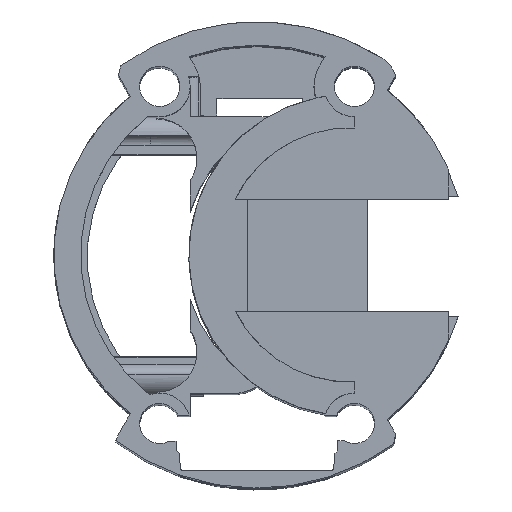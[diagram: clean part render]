
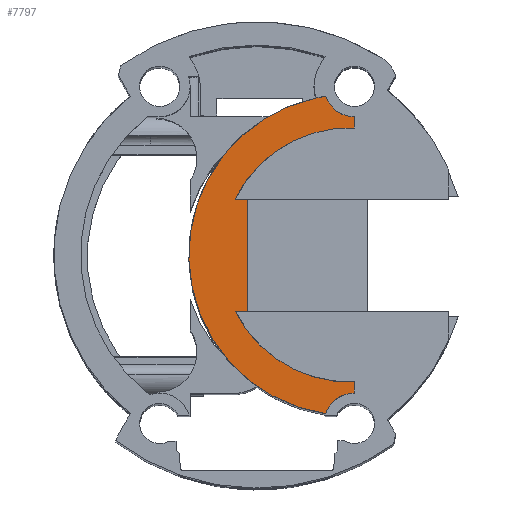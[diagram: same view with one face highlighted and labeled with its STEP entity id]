
A CAD part, top view. The second image highlights one B-rep face of the part: STEP entity #7797.
In plain terms, the highlighted planar face has unit normal (0, 0, 1).
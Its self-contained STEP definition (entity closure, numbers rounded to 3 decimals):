
#583=FACE_OUTER_BOUND('',#1017,.T.);
#1017=EDGE_LOOP('',(#5236,#5237,#5238,#5239,#5240,#5241,#5242,#5243,#5244,
#5245,#5246,#5247,#5248,#5249,#5250));
#1490=CIRCLE('',#8267,12.);
#1505=CIRCLE('',#8285,2.275);
#1506=CIRCLE('',#8286,12.);
#1507=CIRCLE('',#8287,2.275);
#1508=CIRCLE('',#8288,9.5);
#1509=CIRCLE('',#8289,9.5);
#1905=LINE('',#11541,#2517);
#1906=LINE('',#11545,#2518);
#1907=LINE('',#11547,#2519);
#1908=LINE('',#11549,#2520);
#1909=LINE('',#11551,#2521);
#1910=LINE('',#11553,#2522);
#1911=LINE('',#11555,#2523);
#1912=LINE('',#11557,#2524);
#1913=LINE('',#11560,#2525);
#2517=VECTOR('',#9198,10.);
#2518=VECTOR('',#9201,10.);
#2519=VECTOR('',#9202,10.);
#2520=VECTOR('',#9203,10.);
#2521=VECTOR('',#9204,10.);
#2522=VECTOR('',#9205,10.);
#2523=VECTOR('',#9206,10.);
#2524=VECTOR('',#9207,10.);
#2525=VECTOR('',#9210,10.);
#3141=VERTEX_POINT('',#11478);
#3142=VERTEX_POINT('',#11480);
#3167=VERTEX_POINT('',#11534);
#3168=VERTEX_POINT('',#11535);
#3169=VERTEX_POINT('',#11538);
#3170=VERTEX_POINT('',#11540);
#3171=VERTEX_POINT('',#11542);
#3172=VERTEX_POINT('',#11544);
#3173=VERTEX_POINT('',#11546);
#3174=VERTEX_POINT('',#11548);
#3175=VERTEX_POINT('',#11550);
#3176=VERTEX_POINT('',#11552);
#3177=VERTEX_POINT('',#11554);
#3178=VERTEX_POINT('',#11556);
#3179=VERTEX_POINT('',#11558);
#3951=EDGE_CURVE('',#3142,#3141,#1490,.T.);
#3977=EDGE_CURVE('',#3167,#3168,#1505,.T.);
#3978=EDGE_CURVE('',#3167,#3142,#1506,.T.);
#3979=EDGE_CURVE('',#3169,#3141,#1507,.T.);
#3980=EDGE_CURVE('',#3170,#3169,#1905,.T.);
#3981=EDGE_CURVE('',#3171,#3170,#1508,.T.);
#3982=EDGE_CURVE('',#3172,#3171,#1906,.F.);
#3983=EDGE_CURVE('',#3172,#3173,#1907,.T.);
#3984=EDGE_CURVE('',#3173,#3174,#1908,.T.);
#3985=EDGE_CURVE('',#3174,#3175,#1909,.T.);
#3986=EDGE_CURVE('',#3175,#3176,#1910,.T.);
#3987=EDGE_CURVE('',#3176,#3177,#1911,.T.);
#3988=EDGE_CURVE('',#3178,#3177,#1912,.F.);
#3989=EDGE_CURVE('',#3179,#3178,#1509,.T.);
#3990=EDGE_CURVE('',#3168,#3179,#1913,.T.);
#5236=ORIENTED_EDGE('',*,*,#3977,.F.);
#5237=ORIENTED_EDGE('',*,*,#3978,.T.);
#5238=ORIENTED_EDGE('',*,*,#3951,.T.);
#5239=ORIENTED_EDGE('',*,*,#3979,.F.);
#5240=ORIENTED_EDGE('',*,*,#3980,.F.);
#5241=ORIENTED_EDGE('',*,*,#3981,.F.);
#5242=ORIENTED_EDGE('',*,*,#3982,.F.);
#5243=ORIENTED_EDGE('',*,*,#3983,.T.);
#5244=ORIENTED_EDGE('',*,*,#3984,.T.);
#5245=ORIENTED_EDGE('',*,*,#3985,.T.);
#5246=ORIENTED_EDGE('',*,*,#3986,.T.);
#5247=ORIENTED_EDGE('',*,*,#3987,.T.);
#5248=ORIENTED_EDGE('',*,*,#3988,.F.);
#5249=ORIENTED_EDGE('',*,*,#3989,.F.);
#5250=ORIENTED_EDGE('',*,*,#3990,.F.);
#7614=PLANE('',#8284);
#7797=ADVANCED_FACE('',(#583),#7614,.T.);
#8267=AXIS2_PLACEMENT_3D('',#11481,#9145,#9146);
#8284=AXIS2_PLACEMENT_3D('',#11533,#9190,#9191);
#8285=AXIS2_PLACEMENT_3D('',#11536,#9192,#9193);
#8286=AXIS2_PLACEMENT_3D('',#11537,#9194,#9195);
#8287=AXIS2_PLACEMENT_3D('',#11539,#9196,#9197);
#8288=AXIS2_PLACEMENT_3D('',#11543,#9199,#9200);
#8289=AXIS2_PLACEMENT_3D('',#11559,#9208,#9209);
#9145=DIRECTION('center_axis',(0.,0.,1.));
#9146=DIRECTION('ref_axis',(-0.08,0.997,0.));
#9190=DIRECTION('center_axis',(0.,0.,1.));
#9191=DIRECTION('ref_axis',(1.,0.,0.));
#9192=DIRECTION('center_axis',(0.,0.,1.));
#9193=DIRECTION('ref_axis',(1.,0.,0.));
#9194=DIRECTION('center_axis',(0.,0.,1.));
#9195=DIRECTION('ref_axis',(-0.08,0.997,0.));
#9196=DIRECTION('center_axis',(0.,0.,1.));
#9197=DIRECTION('ref_axis',(1.,0.,0.));
#9198=DIRECTION('',(0.,-1.,0.));
#9199=DIRECTION('center_axis',(0.,0.,1.));
#9200=DIRECTION('ref_axis',(0.951,0.308,0.));
#9201=DIRECTION('',(1.,0.,0.));
#9202=DIRECTION('',(0.,1.,0.));
#9203=DIRECTION('',(-1.,0.,0.));
#9204=DIRECTION('',(0.,1.,0.));
#9205=DIRECTION('',(1.,0.,0.));
#9206=DIRECTION('',(0.,1.,0.));
#9207=DIRECTION('',(-1.,0.,0.));
#9208=DIRECTION('center_axis',(0.,0.,1.));
#9209=DIRECTION('ref_axis',(0.951,0.308,0.));
#9210=DIRECTION('',(0.,-1.,0.));
#11478=CARTESIAN_POINT('',(5.134,-11.87,82.));
#11480=CARTESIAN_POINT('',(4.389,11.735,82.));
#11481=CARTESIAN_POINT('Origin',(6.895,0.,82.));
#11533=CARTESIAN_POINT('Origin',(4.61,0.,
82.));
#11534=CARTESIAN_POINT('',(5.134,11.87,82.));
#11535=CARTESIAN_POINT('',(7.284,10.34,82.));
#11536=CARTESIAN_POINT('Origin',(7.284,12.615,82.));
#11537=CARTESIAN_POINT('Origin',(6.895,0.,82.));
#11538=CARTESIAN_POINT('',(7.284,-10.34,82.));
#11539=CARTESIAN_POINT('Origin',(7.284,-12.615,82.));
#11540=CARTESIAN_POINT('',(7.284,-9.492,82.));
#11541=CARTESIAN_POINT('',(7.284,-4.746,82.));
#11542=CARTESIAN_POINT('',(-0.722,-5.678,82.));
#11543=CARTESIAN_POINT('Origin',(6.895,0.,82.));
#11544=CARTESIAN_POINT('',(14.325,-5.678,82.));
#11545=CARTESIAN_POINT('',(9.467,-5.678,82.));
#11546=CARTESIAN_POINT('',(14.325,-5.,82.));
#11547=CARTESIAN_POINT('',(14.325,-2.96,82.));
#11548=CARTESIAN_POINT('',(-0.727,-5.,82.));
#11549=CARTESIAN_POINT('',(9.832,-5.,82.));
#11550=CARTESIAN_POINT('',(-0.727,5.,82.));
#11551=CARTESIAN_POINT('',(-0.727,-2.25,82.));
#11552=CARTESIAN_POINT('',(14.325,5.,82.));
#11553=CARTESIAN_POINT('',(6.941,5.,82.));
#11554=CARTESIAN_POINT('',(14.325,5.615,82.));
#11555=CARTESIAN_POINT('',(14.325,-2.96,82.));
#11556=CARTESIAN_POINT('',(-0.768,5.615,82.));
#11557=CARTESIAN_POINT('',(1.714,5.615,82.));
#11558=CARTESIAN_POINT('',(7.284,9.492,82.));
#11559=CARTESIAN_POINT('Origin',(6.895,0.,82.));
#11560=CARTESIAN_POINT('',(7.284,5.17,82.));
